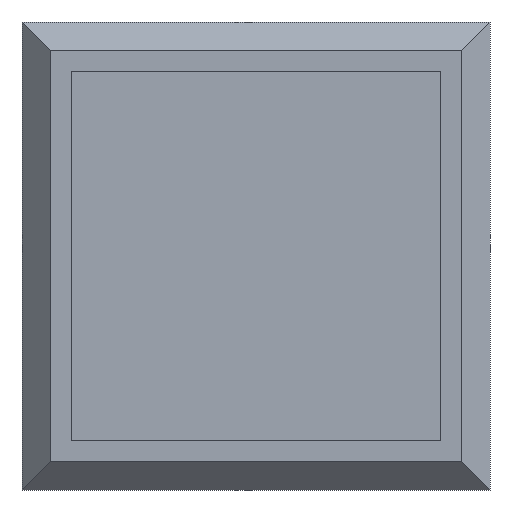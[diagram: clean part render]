
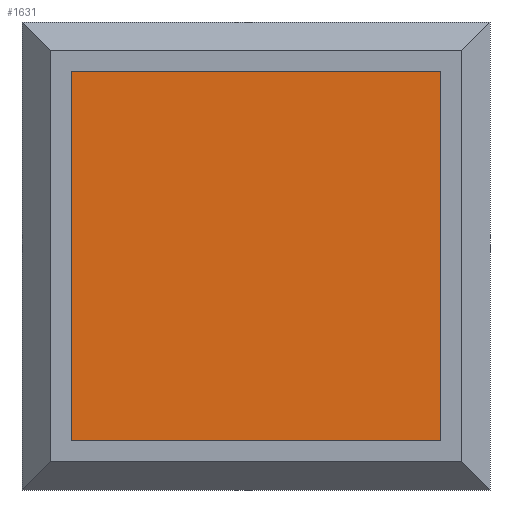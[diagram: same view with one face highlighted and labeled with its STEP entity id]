
A CAD part, left-side view. The second image highlights one B-rep face of the part: STEP entity #1631.
In plain terms, the highlighted planar face has unit normal (-1, 0, 0).
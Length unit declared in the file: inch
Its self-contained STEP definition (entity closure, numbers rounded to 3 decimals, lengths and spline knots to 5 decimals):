
#25=FACE_OUTER_BOUND('',#114,.T.);
#114=EDGE_LOOP('',(#1081,#1082,#1083,#1084));
#217=LINE('',#2251,#453);
#218=LINE('',#2253,#454);
#219=LINE('',#2255,#455);
#220=LINE('',#2256,#456);
#453=VECTOR('',#1827,0.591);
#454=VECTOR('',#1828,0.591);
#455=VECTOR('',#1829,0.591);
#456=VECTOR('',#1830,0.591);
#689=VERTEX_POINT('',#2249);
#690=VERTEX_POINT('',#2250);
#691=VERTEX_POINT('',#2252);
#692=VERTEX_POINT('',#2254);
#845=EDGE_CURVE('',#689,#690,#217,.T.);
#846=EDGE_CURVE('',#691,#689,#218,.T.);
#847=EDGE_CURVE('',#692,#691,#219,.T.);
#848=EDGE_CURVE('',#690,#692,#220,.T.);
#1081=ORIENTED_EDGE('',*,*,#845,.F.);
#1082=ORIENTED_EDGE('',*,*,#846,.F.);
#1083=ORIENTED_EDGE('',*,*,#847,.F.);
#1084=ORIENTED_EDGE('',*,*,#848,.F.);
#1543=PLANE('',#1721);
#1631=ADVANCED_FACE('',(#25),#1543,.F.);
#1721=AXIS2_PLACEMENT_3D('',#2248,#1825,#1826);
#1825=DIRECTION('center_axis',(1.,0.,0.));
#1826=DIRECTION('ref_axis',(0.,0.,-1.));
#1827=DIRECTION('',(0.,-1.,0.));
#1828=DIRECTION('',(0.,0.,1.));
#1829=DIRECTION('',(0.,1.,0.));
#1830=DIRECTION('',(0.,0.,-1.));
#2248=CARTESIAN_POINT('Origin',(-0.353,0.,0.));
#2249=CARTESIAN_POINT('',(-0.353,0.2955,0.2955));
#2250=CARTESIAN_POINT('',(-0.353,-0.2955,0.2955));
#2251=CARTESIAN_POINT('',(-0.353,0.2955,0.2955));
#2252=CARTESIAN_POINT('',(-0.353,0.2955,-0.2955));
#2253=CARTESIAN_POINT('',(-0.353,0.2955,-0.2955));
#2254=CARTESIAN_POINT('',(-0.353,-0.2955,-0.2955));
#2255=CARTESIAN_POINT('',(-0.353,-0.2955,-0.2955));
#2256=CARTESIAN_POINT('',(-0.353,-0.2955,0.2955));
